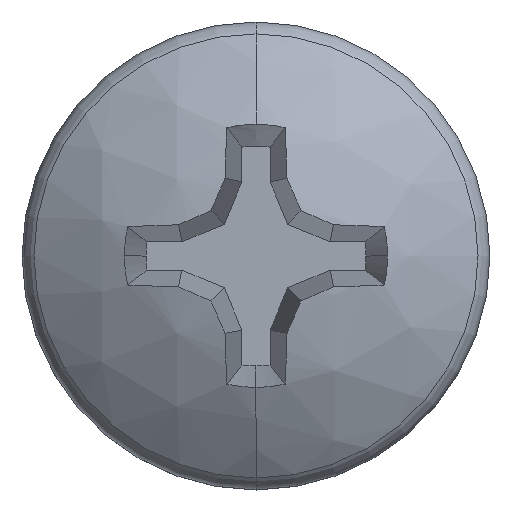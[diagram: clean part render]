
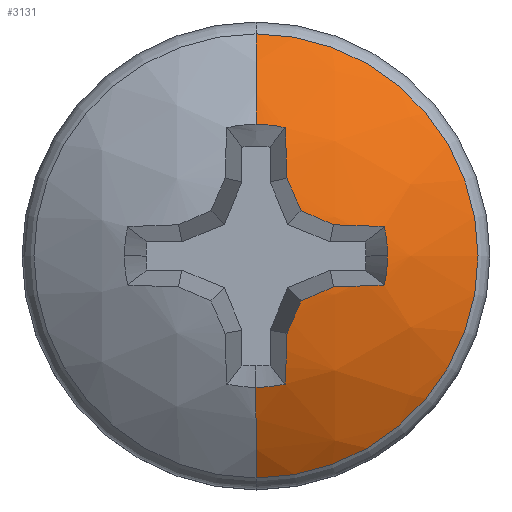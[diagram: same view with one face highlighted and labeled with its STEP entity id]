
A CAD part, top view. The second image highlights one B-rep face of the part: STEP entity #3131.
In plain terms, the highlighted spherical face has radius 3.25 mm.
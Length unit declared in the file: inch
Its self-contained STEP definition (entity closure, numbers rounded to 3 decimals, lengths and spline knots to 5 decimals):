
#14 = DIRECTION ( 'NONE',  ( 0., -0.122, -0.993 ) ) ;
#17 = ORIENTED_EDGE ( 'NONE', *, *, #4374, .T. ) ;
#64 = CARTESIAN_POINT ( 'NONE',  ( 0.02768, -0.01107, 0.05848 ) ) ;
#171 = DIRECTION ( 'NONE',  ( 0.993, 0., -0.122 ) ) ;
#231 = DIRECTION ( 'NONE',  ( 1., 0., 0. ) ) ;
#232 = DIRECTION ( 'NONE',  ( 0., 1., 0. ) ) ;
#249 = CARTESIAN_POINT ( 'NONE',  ( 0., 0., 0.05308 ) ) ;
#316 = CIRCLE ( 'NONE', #1286, 0.04693 ) ;
#328 = DIRECTION ( 'NONE',  ( 0.924, -0.383, 0. ) ) ;
#380 = VERTEX_POINT ( 'NONE', #64 ) ;
#391 = ORIENTED_EDGE ( 'NONE', *, *, #3108, .T. ) ;
#399 = ORIENTED_EDGE ( 'NONE', *, *, #916, .F. ) ;
#401 = CARTESIAN_POINT ( 'NONE',  ( 0., 0., 0.05308 ) ) ;
#405 = DIRECTION ( 'NONE',  ( 1., 0., 0. ) ) ;
#502 = CARTESIAN_POINT ( 'NONE',  ( 0., 0., 0.05308 ) ) ;
#511 = EDGE_CURVE ( 'NONE', #657, #2503, #2259, .T. ) ;
#523 = ORIENTED_EDGE ( 'NONE', *, *, #1751, .T. ) ;
#537 = ORIENTED_EDGE ( 'NONE', *, *, #4760, .T. ) ;
#640 = ORIENTED_EDGE ( 'NONE', *, *, #2198, .T. ) ;
#657 = VERTEX_POINT ( 'NONE', #1896 ) ;
#671 = AXIS2_PLACEMENT_3D ( 'NONE', #1422, #4332, #2268 ) ;
#736 = CARTESIAN_POINT ( 'NONE',  ( 0.01607, 0.01607, 0.05997 ) ) ;
#763 = CARTESIAN_POINT ( 'NONE',  ( 0., 0., 0.05308 ) ) ;
#769 = ORIENTED_EDGE ( 'NONE', *, *, #1712, .T. ) ;
#779 = DIRECTION ( 'NONE',  ( -1., 0., 0. ) ) ;
#806 = EDGE_CURVE ( 'NONE', #3697, #852, #4795, .T. ) ;
#852 = VERTEX_POINT ( 'NONE', #3605 ) ;
#856 = DIRECTION ( 'NONE',  ( 0., 1., 0. ) ) ;
#857 = VERTEX_POINT ( 'NONE', #1523 ) ;
#916 = EDGE_CURVE ( 'NONE', #852, #2503, #1878, .T. ) ;
#961 = CARTESIAN_POINT ( 'NONE',  ( -0.00415, 0., -0.06545 ) ) ;
#976 = VERTEX_POINT ( 'NONE', #3228 ) ;
#1036 = CARTESIAN_POINT ( 'NONE',  ( 0., 0., -0.06596 ) ) ;
#1099 = CARTESIAN_POINT ( 'NONE',  ( 0., 0., 0.0345 ) ) ;
#1100 = EDGE_LOOP ( 'NONE', ( #17, #3101, #399, #4478, #3324, #391, #3135, #3364, #3129, #769, #523, #4285, #640, #1298, #537 ) ) ;
#1155 = DIRECTION ( 'NONE',  ( 0.917, -0.38, -0.122 ) ) ;
#1232 = VERTEX_POINT ( 'NONE', #4937 ) ;
#1265 = CARTESIAN_POINT ( 'NONE',  ( 0.04693, 0., 0.05308 ) ) ;
#1274 = CIRCLE ( 'NONE', #4375, 0.12789 ) ;
#1279 = AXIS2_PLACEMENT_3D ( 'NONE', #502, #4184, #2220 ) ;
#1283 = CIRCLE ( 'NONE', #4417, 0.12789 ) ;
#1286 = AXIS2_PLACEMENT_3D ( 'NONE', #249, #4318, #232 ) ;
#1298 = ORIENTED_EDGE ( 'NONE', *, *, #5179, .T. ) ;
#1422 = CARTESIAN_POINT ( 'NONE',  ( 0., 0., -0.06596 ) ) ;
#1449 = AXIS2_PLACEMENT_3D ( 'NONE', #763, #2405, #5242 ) ;
#1509 = DIRECTION ( 'NONE',  ( 0., 1., 0. ) ) ;
#1523 = CARTESIAN_POINT ( 'NONE',  ( 0.01041, -0.04576, 0.05308 ) ) ;
#1533 = CARTESIAN_POINT ( 'NONE',  ( 0.00504, -0.00209, -0.06663 ) ) ;
#1535 = EDGE_CURVE ( 'NONE', #2633, #5107, #2000, .T. ) ;
#1549 = CARTESIAN_POINT ( 'NONE',  ( 0.04576, -0.01041, 0.05308 ) ) ;
#1585 = CARTESIAN_POINT ( 'NONE',  ( 0.04576, 0.01041, 0.05308 ) ) ;
#1618 = AXIS2_PLACEMENT_3D ( 'NONE', #961, #171, #3008 ) ;
#1712 = EDGE_CURVE ( 'NONE', #3960, #4136, #2639, .T. ) ;
#1739 = CIRCLE ( 'NONE', #2981, 0.12789 ) ;
#1751 = EDGE_CURVE ( 'NONE', #4136, #2549, #3455, .T. ) ;
#1811 = CARTESIAN_POINT ( 'NONE',  ( 0., 0.04693, 0.05308 ) ) ;
#1834 = AXIS2_PLACEMENT_3D ( 'NONE', #3521, #3104, #328 ) ;
#1878 = CIRCLE ( 'NONE', #2343, 0.07925 ) ;
#1896 = CARTESIAN_POINT ( 'NONE',  ( 0., -0.04693, 0.05308 ) ) ;
#1967 = AXIS2_PLACEMENT_3D ( 'NONE', #2084, #405, #856 ) ;
#1968 = DIRECTION ( 'NONE',  ( 0.917, 0.38, -0.122 ) ) ;
#1985 = EDGE_CURVE ( 'NONE', #3697, #1232, #4213, .T. ) ;
#1987 = CIRCLE ( 'NONE', #3842, 0.12784 ) ;
#2000 = CIRCLE ( 'NONE', #1834, 0.12784 ) ;
#2053 = CARTESIAN_POINT ( 'NONE',  ( 0., -0.00415, -0.06545 ) ) ;
#2084 = CARTESIAN_POINT ( 'NONE',  ( 0., 0., -0.06596 ) ) ;
#2198 = EDGE_CURVE ( 'NONE', #380, #4037, #3578, .T. ) ;
#2220 = DIRECTION ( 'NONE',  ( -1., 0., 0. ) ) ;
#2259 = CIRCLE ( 'NONE', #5246, 0.12796 ) ;
#2268 = DIRECTION ( 'NONE',  ( 0., 0., 1. ) ) ;
#2343 = AXIS2_PLACEMENT_3D ( 'NONE', #1099, #5160, #1509 ) ;
#2405 = DIRECTION ( 'NONE',  ( 0., 0., -1. ) ) ;
#2447 = CARTESIAN_POINT ( 'NONE',  ( -0.00415, 0., -0.06545 ) ) ;
#2474 = DIRECTION ( 'NONE',  ( 0., 0.993, -0.122 ) ) ;
#2503 = VERTEX_POINT ( 'NONE', #3964 ) ;
#2533 = EDGE_CURVE ( 'NONE', #2549, #380, #1739, .T. ) ;
#2549 = VERTEX_POINT ( 'NONE', #1549 ) ;
#2633 = VERTEX_POINT ( 'NONE', #736 ) ;
#2639 = CIRCLE ( 'NONE', #3735, 0.04693 ) ;
#2767 = DIRECTION ( 'NONE',  ( 0., -0.993, -0.122 ) ) ;
#2786 = DIRECTION ( 'NONE',  ( -0.383, -0.924, 0. ) ) ;
#2864 = DIRECTION ( 'NONE',  ( 0.122, 0., 0.993 ) ) ;
#2981 = AXIS2_PLACEMENT_3D ( 'NONE', #4782, #2767, #3179 ) ;
#3008 = DIRECTION ( 'NONE',  ( -0.122, 0., -0.993 ) ) ;
#3042 = DIRECTION ( 'NONE',  ( 0., 1., 0. ) ) ;
#3086 = DIRECTION ( 'NONE',  ( -0.924, -0.383, 0. ) ) ;
#3101 = ORIENTED_EDGE ( 'NONE', *, *, #511, .T. ) ;
#3104 = DIRECTION ( 'NONE',  ( 0.38, 0.917, -0.122 ) ) ;
#3108 = EDGE_CURVE ( 'NONE', #1232, #976, #1283, .T. ) ;
#3129 = ORIENTED_EDGE ( 'NONE', *, *, #4713, .T. ) ;
#3131 = ADVANCED_FACE ( 'NONE', ( #3515 ), #4208, .T. ) ;
#3135 = ORIENTED_EDGE ( 'NONE', *, *, #3822, .T. ) ;
#3139 = CARTESIAN_POINT ( 'NONE',  ( 0.00504, 0.00209, -0.06663 ) ) ;
#3179 = DIRECTION ( 'NONE',  ( 0., -0.122, 0.993 ) ) ;
#3183 = CARTESIAN_POINT ( 'NONE',  ( 0.01107, -0.02768, 0.05848 ) ) ;
#3228 = CARTESIAN_POINT ( 'NONE',  ( 0.01107, 0.02768, 0.05848 ) ) ;
#3303 = CIRCLE ( 'NONE', #3825, 0.12784 ) ;
#3324 = ORIENTED_EDGE ( 'NONE', *, *, #1985, .T. ) ;
#3364 = ORIENTED_EDGE ( 'NONE', *, *, #1535, .T. ) ;
#3366 = CIRCLE ( 'NONE', #1618, 0.12789 ) ;
#3455 = CIRCLE ( 'NONE', #1449, 0.04693 ) ;
#3459 = DIRECTION ( 'NONE',  ( 0.38, -0.917, -0.122 ) ) ;
#3515 = FACE_OUTER_BOUND ( 'NONE', #1100, .T. ) ;
#3521 = CARTESIAN_POINT ( 'NONE',  ( 0.00209, 0.00504, -0.06663 ) ) ;
#3578 = CIRCLE ( 'NONE', #4655, 0.12784 ) ;
#3605 = CARTESIAN_POINT ( 'NONE',  ( 0., 0.07925, 0.0345 ) ) ;
#3697 = VERTEX_POINT ( 'NONE', #1811 ) ;
#3735 = AXIS2_PLACEMENT_3D ( 'NONE', #401, #4009, #779 ) ;
#3822 = EDGE_CURVE ( 'NONE', #976, #2633, #1987, .T. ) ;
#3825 = AXIS2_PLACEMENT_3D ( 'NONE', #1533, #1155, #2786 ) ;
#3842 = AXIS2_PLACEMENT_3D ( 'NONE', #3139, #1968, #4325 ) ;
#3901 = CARTESIAN_POINT ( 'NONE',  ( 0.00209, -0.00504, -0.06663 ) ) ;
#3960 = VERTEX_POINT ( 'NONE', #1585 ) ;
#3964 = CARTESIAN_POINT ( 'NONE',  ( 0., -0.07925, 0.0345 ) ) ;
#4009 = DIRECTION ( 'NONE',  ( 0., 0., -1. ) ) ;
#4017 = CARTESIAN_POINT ( 'NONE',  ( 0.02768, 0.01107, 0.05848 ) ) ;
#4027 = CARTESIAN_POINT ( 'NONE',  ( 0.01607, -0.01607, 0.05997 ) ) ;
#4037 = VERTEX_POINT ( 'NONE', #4027 ) ;
#4136 = VERTEX_POINT ( 'NONE', #1265 ) ;
#4184 = DIRECTION ( 'NONE',  ( 0., 0., -1. ) ) ;
#4208 = SPHERICAL_SURFACE ( 'NONE', #1967, 0.12796 ) ;
#4213 = CIRCLE ( 'NONE', #1279, 0.04693 ) ;
#4285 = ORIENTED_EDGE ( 'NONE', *, *, #2533, .T. ) ;
#4318 = DIRECTION ( 'NONE',  ( 0., 0., -1. ) ) ;
#4325 = DIRECTION ( 'NONE',  ( 0.383, -0.924, 0. ) ) ;
#4332 = DIRECTION ( 'NONE',  ( -1., 0., 0. ) ) ;
#4374 = EDGE_CURVE ( 'NONE', #857, #657, #316, .T. ) ;
#4375 = AXIS2_PLACEMENT_3D ( 'NONE', #2053, #2474, #14 ) ;
#4417 = AXIS2_PLACEMENT_3D ( 'NONE', #2447, #4518, #2864 ) ;
#4478 = ORIENTED_EDGE ( 'NONE', *, *, #806, .F. ) ;
#4518 = DIRECTION ( 'NONE',  ( 0.993, 0., -0.122 ) ) ;
#4655 = AXIS2_PLACEMENT_3D ( 'NONE', #3901, #3459, #3086 ) ;
#4713 = EDGE_CURVE ( 'NONE', #5107, #3960, #1274, .T. ) ;
#4760 = EDGE_CURVE ( 'NONE', #5200, #857, #3366, .T. ) ;
#4782 = CARTESIAN_POINT ( 'NONE',  ( 0., 0.00415, -0.06545 ) ) ;
#4795 = CIRCLE ( 'NONE', #671, 0.12796 ) ;
#4937 = CARTESIAN_POINT ( 'NONE',  ( 0.01041, 0.04576, 0.05308 ) ) ;
#5107 = VERTEX_POINT ( 'NONE', #4017 ) ;
#5160 = DIRECTION ( 'NONE',  ( 0., 0., -1. ) ) ;
#5179 = EDGE_CURVE ( 'NONE', #4037, #5200, #3303, .T. ) ;
#5200 = VERTEX_POINT ( 'NONE', #3183 ) ;
#5242 = DIRECTION ( 'NONE',  ( -1., 0., 0. ) ) ;
#5246 = AXIS2_PLACEMENT_3D ( 'NONE', #1036, #231, #3042 ) ;
